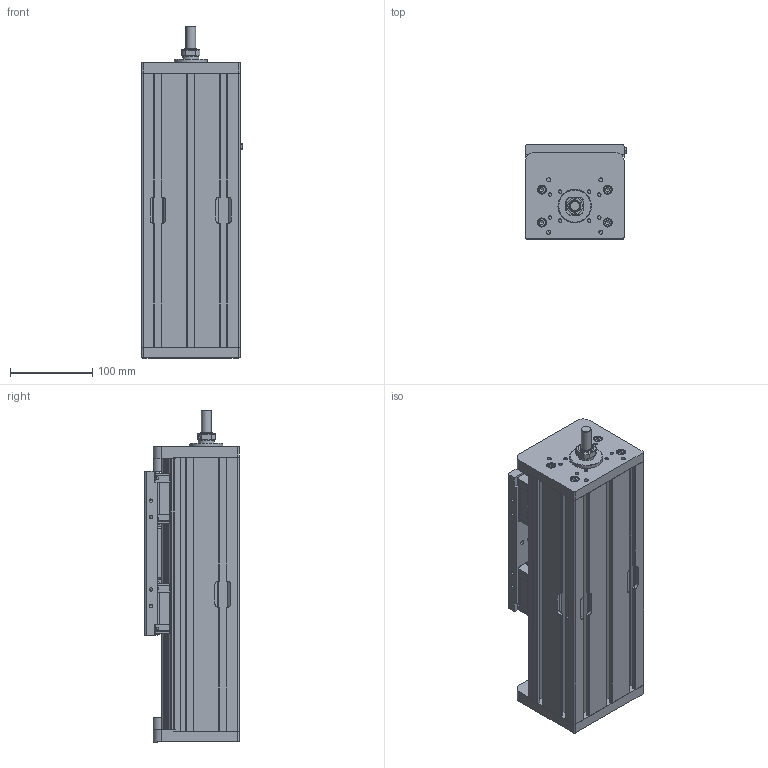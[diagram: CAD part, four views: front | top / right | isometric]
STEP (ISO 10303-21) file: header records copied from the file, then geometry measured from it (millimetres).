
FILE_DESCRIPTION(/* description */ ('Asse VU-K120LI-15H-20-N'),/* implementation_level */ '2;1');
FILE_NAME(/* name */ 'VU-K120LI-15H-20-N-CLIENTE.stp',/* time_stamp */ '2025-02-06T09:35:24+01:00',/* author */ ('davide.cavedon'),/* organization */ (''),/* preprocessor_version */ 'ST-DEVELOPER v20',/* originating_system */ 'Autodesk Inventor 2024',/* authorisation */ '');
FILE_SCHEMA (('CONFIG_CONTROL_DESIGN'));
Products named in the file (5): VU-K120LI-15H-20-N-CLIENTE; C_VU-K120LI-15H-20-S-CLIENTE-001; C_VU-K120SI-15H-20-S-CLIENTE-003; C_VU-K120SI-15H-20-S-CLIENTE-002; C_VU-K120LI-15H-20-S-CLIENTE-002
Assembly tree (4 placements, depth 2):
  VU-K120LI-15H-20-N-CLIENTE
    C_VU-K120LI-15H-20-S-CLIENTE-001
    C_VU-K120SI-15H-20-S-CLIENTE-003
    C_VU-K120SI-15H-20-S-CLIENTE-002
    C_VU-K120LI-15H-20-S-CLIENTE-002
Bounding box: 123 x 115 x 404.5 mm (x, y, z)
Volume: 3929702 mm3; surface area: 463901.6 mm2
Topology: 9 solids, 88 shells, 2708 faces, 6637 edges, 4284 vertices
Faces by surface type: plane 1733, cylinder 641, cone 228, torus 92, bspline 12, sphere 2
Full cylindrical faces by diameter (mm): 0.2 x8, 1 x8, 2 x1, 2.18 x4, 2.98 x4, 3 x8, 3.2 x4, 3.242 x26, 3.243 x2, 3.3 x16, 4 x32, 4.134 x16, 4.3 x18, 4.5 x25, 4.917 x23, 5.3 x8, 5.5 x8, 5.7 x4, 6 x20, 6.6 x4, 7 x24, 8 x24, 8.07 x1, 10 x12, 11 x12, 12 x1, 15 x7, 19 x1, 19.7 x2, 40 x1
Entity records: 82599 total; most frequent: CARTESIAN_POINT 16029, DIRECTION 13375, ORIENTED_EDGE 13166, EDGE_CURVE 6583, AXIS2_PLACEMENT_3D 4479, LINE 4417, VECTOR 4417, VERTEX_POINT 4284
